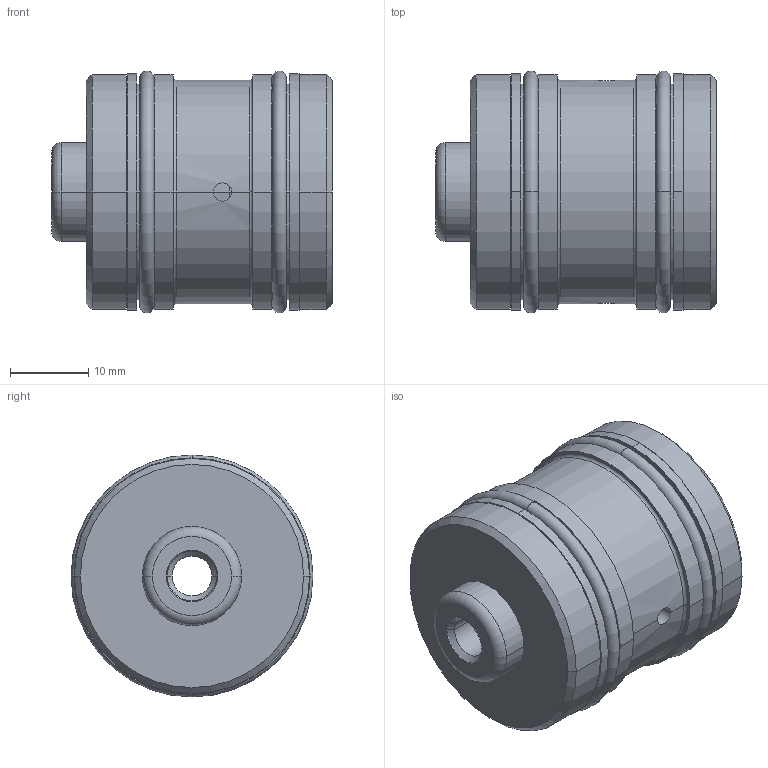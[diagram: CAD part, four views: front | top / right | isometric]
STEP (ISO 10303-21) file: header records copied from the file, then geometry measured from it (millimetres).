
FILE_DESCRIPTION((''),'2;1');
FILE_NAME('ILC21410901','2020-02-04T',('Mjust'),(''),'PRO/ENGINEER BY PARAMETRIC TECHNOLOGY CORPORATION, 2017170','PRO/ENGINEER BY PARAMETRIC TECHNOLOGY CORPORATION, 2017170','');
FILE_SCHEMA(('AUTOMOTIVE_DESIGN { 1 0 10303 214 1 1 1 1 }'));
Length unit declared in the file: inch
Products named in the file (3): ILC21410901_BODY; ILC21410901_PLUNGER; ILC21410901
Assembly tree (2 placements, depth 2):
  ILC21410901
    ILC21410901_BODY
    ILC21410901_PLUNGER
Bounding box: 35.92 x 30.94 x 30.94 mm (x, y, z)
Volume: 19222.2 mm3; surface area: 10940.9 mm2
Topology: 2 solids, 3 shells, 84 faces, 186 edges, 118 vertices
Faces by surface type: cylinder 48, plane 20, torus 10, cone 6
Entity records: 2848 total; most frequent: CARTESIAN_POINT 512, DIRECTION 480, ORIENTED_EDGE 368, AXIS2_PLACEMENT_3D 211, EDGE_CURVE 186, CIRCLE 120, VERTEX_POINT 118, EDGE_LOOP 104
